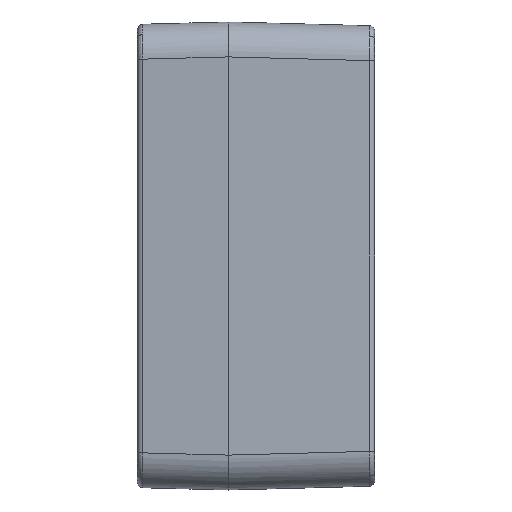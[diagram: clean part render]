
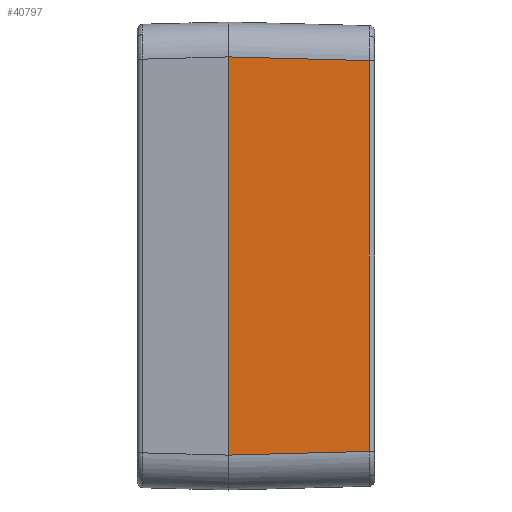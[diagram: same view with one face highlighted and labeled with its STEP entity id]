
A CAD part, left-side view. The second image highlights one B-rep face of the part: STEP entity #40797.
In plain terms, the highlighted planar face has unit normal (-1, -0.026, 0).
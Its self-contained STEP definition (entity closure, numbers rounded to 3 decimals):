
#36857=CARTESIAN_POINT('',(-62.066,-24.226,33.568));
#36858=VERTEX_POINT('',#36857);
#40518=CARTESIAN_POINT('',(-62.7,0.0,-34.202));
#40519=VERTEX_POINT('',#40518);
#40527=CARTESIAN_POINT('',(-62.7,0.0,34.202));
#40528=VERTEX_POINT('',#40527);
#40529=CARTESIAN_POINT('',(-62.7,0.0,-34.202));
#40530=DIRECTION('',(0.0,0.0,1.0));
#40531=VECTOR('',#40530,68.404);
#40532=LINE('',#40529,#40531);
#40533=EDGE_CURVE('',#40519,#40528,#40532,.T.);
#40769=CARTESIAN_POINT('',(-62.7,0.0,-40.2));
#40770=DIRECTION('',(-1.,-0.026,0.));
#40771=DIRECTION('',(0.0,0.0,1.0));
#40772=AXIS2_PLACEMENT_3D('',#40769,#40770,#40771);
#40773=PLANE('',#40772);
#40774=CARTESIAN_POINT('',(-62.066,-24.226,-33.568));
#40775=VERTEX_POINT('',#40774);
#40776=CARTESIAN_POINT('',(-62.7,0.,-34.202));
#40777=DIRECTION('',(0.026,-0.999,0.026));
#40778=VECTOR('',#40777,24.243);
#40779=LINE('',#40776,#40778);
#40780=EDGE_CURVE('',#40519,#40775,#40779,.T.);
#40781=ORIENTED_EDGE('',*,*,#40780,.T.);
#40782=CARTESIAN_POINT('',(-62.066,-24.226,-33.568));
#40783=DIRECTION('',(0.0,0.0,1.0));
#40784=VECTOR('',#40783,67.135);
#40785=LINE('',#40782,#40784);
#40786=EDGE_CURVE('',#40775,#36858,#40785,.T.);
#40787=ORIENTED_EDGE('',*,*,#40786,.T.);
#40788=CARTESIAN_POINT('',(-62.066,-24.226,33.568));
#40789=DIRECTION('',(-0.026,0.999,0.026));
#40790=VECTOR('',#40789,24.243);
#40791=LINE('',#40788,#40790);
#40792=EDGE_CURVE('',#36858,#40528,#40791,.T.);
#40793=ORIENTED_EDGE('',*,*,#40792,.T.);
#40794=ORIENTED_EDGE('',*,*,#40533,.F.);
#40795=EDGE_LOOP('',(#40781,#40787,#40793,#40794));
#40796=FACE_OUTER_BOUND('',#40795,.T.);
#40797=ADVANCED_FACE('',(#40796),#40773,.T.);
